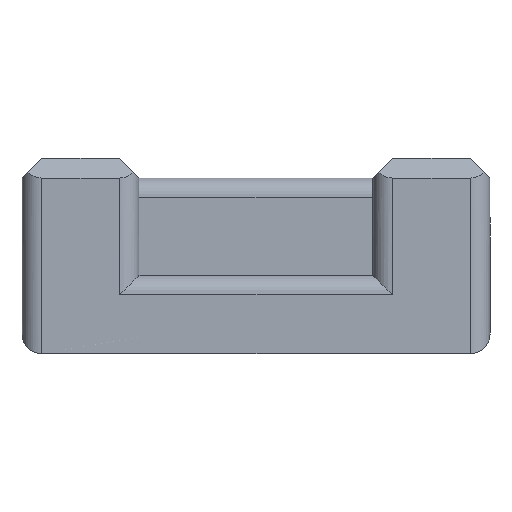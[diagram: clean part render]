
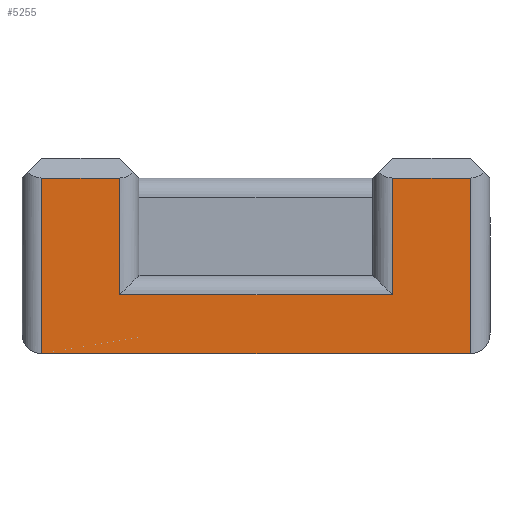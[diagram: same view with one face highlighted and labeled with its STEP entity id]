
A CAD part, left-side view. The second image highlights one B-rep face of the part: STEP entity #5255.
In plain terms, the highlighted planar face has unit normal (-1, 0, 0).
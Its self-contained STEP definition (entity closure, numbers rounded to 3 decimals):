
#1955 = CYLINDRICAL_SURFACE('',#1956,1.);
#1956 = AXIS2_PLACEMENT_3D('',#1957,#1958,#1959);
#1957 = CARTESIAN_POINT('',(-2.1,11.,0.));
#1958 = DIRECTION('',(0.,0.,1.));
#1959 = DIRECTION('',(0.,1.,0.));
#2343 = CYLINDRICAL_SURFACE('',#2344,1.);
#2344 = AXIS2_PLACEMENT_3D('',#2345,#2346,#2347);
#2345 = CARTESIAN_POINT('',(-2.1,-11.,0.));
#2346 = DIRECTION('',(0.,0.,1.));
#2347 = DIRECTION('',(0.,-1.,0.));
#3425 = PLANE('',#3426);
#3426 = AXIS2_PLACEMENT_3D('',#3427,#3428,#3429);
#3427 = CARTESIAN_POINT('',(19.497,0.,0.));
#3428 = DIRECTION('',(0.,0.,1.));
#3429 = DIRECTION('',(1.,0.,0.));
#3481 = PLANE('',#3482);
#3482 = AXIS2_PLACEMENT_3D('',#3483,#3484,#3485);
#3483 = CARTESIAN_POINT('',(-2.6,6.,9.5));
#3484 = DIRECTION('',(-0.707,0.,0.707));
#3485 = DIRECTION('',(0.,-1.,0.));
#3616 = VERTEX_POINT('',#3617);
#3617 = CARTESIAN_POINT('',(-3.1,11.,0.));
#3651 = EDGE_CURVE('',#3616,#3652,#3654,.T.);
#3652 = VERTEX_POINT('',#3653);
#3653 = CARTESIAN_POINT('',(-3.1,11.,9.));
#3654 = SURFACE_CURVE('',#3655,(#3659,#3666),.PCURVE_S1.);
#3655 = LINE('',#3656,#3657);
#3656 = CARTESIAN_POINT('',(-3.1,11.,0.));
#3657 = VECTOR('',#3658,1.);
#3658 = DIRECTION('',(0.,0.,1.));
#3659 = PCURVE('',#1955,#3660);
#3660 = DEFINITIONAL_REPRESENTATION('',(#3661),#3665);
#3661 = LINE('',#3662,#3663);
#3662 = CARTESIAN_POINT('',(1.571,0.));
#3663 = VECTOR('',#3664,1.);
#3664 = DIRECTION('',(0.,1.));
#3665 = ( GEOMETRIC_REPRESENTATION_CONTEXT(2) 
PARAMETRIC_REPRESENTATION_CONTEXT() REPRESENTATION_CONTEXT('2D SPACE',''
  ) );
#3666 = PCURVE('',#3667,#3672);
#3667 = PLANE('',#3668);
#3668 = AXIS2_PLACEMENT_3D('',#3669,#3670,#3671);
#3669 = CARTESIAN_POINT('',(-3.1,-12.,0.));
#3670 = DIRECTION('',(-1.,0.,0.));
#3671 = DIRECTION('',(0.,1.,0.));
#3672 = DEFINITIONAL_REPRESENTATION('',(#3673),#3677);
#3673 = LINE('',#3674,#3675);
#3674 = CARTESIAN_POINT('',(23.,0.));
#3675 = VECTOR('',#3676,1.);
#3676 = DIRECTION('',(0.,-1.));
#3677 = ( GEOMETRIC_REPRESENTATION_CONTEXT(2) 
PARAMETRIC_REPRESENTATION_CONTEXT() REPRESENTATION_CONTEXT('2D SPACE',''
  ) );
#4437 = PLANE('',#4438);
#4438 = AXIS2_PLACEMENT_3D('',#4439,#4440,#4441);
#4439 = CARTESIAN_POINT('',(-2.6,-12.,9.5));
#4440 = DIRECTION('',(-0.707,0.,0.707));
#4441 = DIRECTION('',(0.,-1.,0.));
#4571 = VERTEX_POINT('',#4572);
#4572 = CARTESIAN_POINT('',(-3.1,-11.,-0.));
#4606 = EDGE_CURVE('',#4571,#4607,#4609,.T.);
#4607 = VERTEX_POINT('',#4608);
#4608 = CARTESIAN_POINT('',(-3.1,-11.,9.));
#4609 = SURFACE_CURVE('',#4610,(#4614,#4621),.PCURVE_S1.);
#4610 = LINE('',#4611,#4612);
#4611 = CARTESIAN_POINT('',(-3.1,-11.,0.));
#4612 = VECTOR('',#4613,1.);
#4613 = DIRECTION('',(0.,0.,1.));
#4614 = PCURVE('',#2343,#4615);
#4615 = DEFINITIONAL_REPRESENTATION('',(#4616),#4620);
#4616 = LINE('',#4617,#4618);
#4617 = CARTESIAN_POINT('',(-1.571,0.));
#4618 = VECTOR('',#4619,1.);
#4619 = DIRECTION('',(-0.,1.));
#4620 = ( GEOMETRIC_REPRESENTATION_CONTEXT(2) 
PARAMETRIC_REPRESENTATION_CONTEXT() REPRESENTATION_CONTEXT('2D SPACE',''
  ) );
#4621 = PCURVE('',#3667,#4622);
#4622 = DEFINITIONAL_REPRESENTATION('',(#4623),#4627);
#4623 = LINE('',#4624,#4625);
#4624 = CARTESIAN_POINT('',(1.,0.));
#4625 = VECTOR('',#4626,1.);
#4626 = DIRECTION('',(0.,-1.));
#4627 = ( GEOMETRIC_REPRESENTATION_CONTEXT(2) 
PARAMETRIC_REPRESENTATION_CONTEXT() REPRESENTATION_CONTEXT('2D SPACE',''
  ) );
#4868 = EDGE_CURVE('',#4571,#3616,#4869,.T.);
#4869 = SURFACE_CURVE('',#4870,(#4874,#4881),.PCURVE_S1.);
#4870 = LINE('',#4871,#4872);
#4871 = CARTESIAN_POINT('',(-3.1,-12.,0.));
#4872 = VECTOR('',#4873,1.);
#4873 = DIRECTION('',(0.,1.,0.));
#4874 = PCURVE('',#3425,#4875);
#4875 = DEFINITIONAL_REPRESENTATION('',(#4876),#4880);
#4876 = LINE('',#4877,#4878);
#4877 = CARTESIAN_POINT('',(-22.597,-12.));
#4878 = VECTOR('',#4879,1.);
#4879 = DIRECTION('',(0.,1.));
#4880 = ( GEOMETRIC_REPRESENTATION_CONTEXT(2) 
PARAMETRIC_REPRESENTATION_CONTEXT() REPRESENTATION_CONTEXT('2D SPACE',''
  ) );
#4881 = PCURVE('',#3667,#4882);
#4882 = DEFINITIONAL_REPRESENTATION('',(#4883),#4887);
#4883 = LINE('',#4884,#4885);
#4884 = CARTESIAN_POINT('',(0.,0.));
#4885 = VECTOR('',#4886,1.);
#4886 = DIRECTION('',(1.,0.));
#4887 = ( GEOMETRIC_REPRESENTATION_CONTEXT(2) 
PARAMETRIC_REPRESENTATION_CONTEXT() REPRESENTATION_CONTEXT('2D SPACE',''
  ) );
#5079 = VERTEX_POINT('',#5080);
#5080 = CARTESIAN_POINT('',(-3.1,7.,9.));
#5095 = CYLINDRICAL_SURFACE('',#5096,1.);
#5096 = AXIS2_PLACEMENT_3D('',#5097,#5098,#5099);
#5097 = CARTESIAN_POINT('',(-2.1,7.,4.));
#5098 = DIRECTION('',(0.,0.,1.));
#5099 = DIRECTION('',(-1.,0.,0.));
#5113 = EDGE_CURVE('',#5079,#3652,#5114,.T.);
#5114 = SURFACE_CURVE('',#5115,(#5119,#5126),.PCURVE_S1.);
#5115 = LINE('',#5116,#5117);
#5116 = CARTESIAN_POINT('',(-3.1,6.,9.));
#5117 = VECTOR('',#5118,1.);
#5118 = DIRECTION('',(0.,1.,0.));
#5119 = PCURVE('',#3481,#5120);
#5120 = DEFINITIONAL_REPRESENTATION('',(#5121),#5125);
#5121 = LINE('',#5122,#5123);
#5122 = CARTESIAN_POINT('',(0.,-0.707));
#5123 = VECTOR('',#5124,1.);
#5124 = DIRECTION('',(-1.,0.));
#5125 = ( GEOMETRIC_REPRESENTATION_CONTEXT(2) 
PARAMETRIC_REPRESENTATION_CONTEXT() REPRESENTATION_CONTEXT('2D SPACE',''
  ) );
#5126 = PCURVE('',#3667,#5127);
#5127 = DEFINITIONAL_REPRESENTATION('',(#5128),#5132);
#5128 = LINE('',#5129,#5130);
#5129 = CARTESIAN_POINT('',(18.,-9.));
#5130 = VECTOR('',#5131,1.);
#5131 = DIRECTION('',(1.,0.));
#5132 = ( GEOMETRIC_REPRESENTATION_CONTEXT(2) 
PARAMETRIC_REPRESENTATION_CONTEXT() REPRESENTATION_CONTEXT('2D SPACE',''
  ) );
#5255 = ADVANCED_FACE('',(#5256),#3667,.T.);
#5256 = FACE_BOUND('',#5257,.T.);
#5257 = EDGE_LOOP('',(#5258,#5259,#5260,#5261,#5262,#5285,#5313,#5341));
#5258 = ORIENTED_EDGE('',*,*,#5113,.T.);
#5259 = ORIENTED_EDGE('',*,*,#3651,.F.);
#5260 = ORIENTED_EDGE('',*,*,#4868,.F.);
#5261 = ORIENTED_EDGE('',*,*,#4606,.T.);
#5262 = ORIENTED_EDGE('',*,*,#5263,.T.);
#5263 = EDGE_CURVE('',#4607,#5264,#5266,.T.);
#5264 = VERTEX_POINT('',#5265);
#5265 = CARTESIAN_POINT('',(-3.1,-7.,9.));
#5266 = SURFACE_CURVE('',#5267,(#5271,#5278),.PCURVE_S1.);
#5267 = LINE('',#5268,#5269);
#5268 = CARTESIAN_POINT('',(-3.1,-12.,9.));
#5269 = VECTOR('',#5270,1.);
#5270 = DIRECTION('',(0.,1.,0.));
#5271 = PCURVE('',#3667,#5272);
#5272 = DEFINITIONAL_REPRESENTATION('',(#5273),#5277);
#5273 = LINE('',#5274,#5275);
#5274 = CARTESIAN_POINT('',(0.,-9.));
#5275 = VECTOR('',#5276,1.);
#5276 = DIRECTION('',(1.,0.));
#5277 = ( GEOMETRIC_REPRESENTATION_CONTEXT(2) 
PARAMETRIC_REPRESENTATION_CONTEXT() REPRESENTATION_CONTEXT('2D SPACE',''
  ) );
#5278 = PCURVE('',#4437,#5279);
#5279 = DEFINITIONAL_REPRESENTATION('',(#5280),#5284);
#5280 = LINE('',#5281,#5282);
#5281 = CARTESIAN_POINT('',(0.,-0.707));
#5282 = VECTOR('',#5283,1.);
#5283 = DIRECTION('',(-1.,0.));
#5284 = ( GEOMETRIC_REPRESENTATION_CONTEXT(2) 
PARAMETRIC_REPRESENTATION_CONTEXT() REPRESENTATION_CONTEXT('2D SPACE',''
  ) );
#5285 = ORIENTED_EDGE('',*,*,#5286,.T.);
#5286 = EDGE_CURVE('',#5264,#5287,#5289,.T.);
#5287 = VERTEX_POINT('',#5288);
#5288 = CARTESIAN_POINT('',(-3.1,-7.,3.));
#5289 = SURFACE_CURVE('',#5290,(#5294,#5301),.PCURVE_S1.);
#5290 = LINE('',#5291,#5292);
#5291 = CARTESIAN_POINT('',(-3.1,-7.,9.));
#5292 = VECTOR('',#5293,1.);
#5293 = DIRECTION('',(0.,0.,-1.));
#5294 = PCURVE('',#3667,#5295);
#5295 = DEFINITIONAL_REPRESENTATION('',(#5296),#5300);
#5296 = LINE('',#5297,#5298);
#5297 = CARTESIAN_POINT('',(5.,-9.));
#5298 = VECTOR('',#5299,1.);
#5299 = DIRECTION('',(0.,1.));
#5300 = ( GEOMETRIC_REPRESENTATION_CONTEXT(2) 
PARAMETRIC_REPRESENTATION_CONTEXT() REPRESENTATION_CONTEXT('2D SPACE',''
  ) );
#5301 = PCURVE('',#5302,#5307);
#5302 = CYLINDRICAL_SURFACE('',#5303,1.);
#5303 = AXIS2_PLACEMENT_3D('',#5304,#5305,#5306);
#5304 = CARTESIAN_POINT('',(-2.1,-7.,9.));
#5305 = DIRECTION('',(0.,0.,-1.));
#5306 = DIRECTION('',(-1.,0.,0.));
#5307 = DEFINITIONAL_REPRESENTATION('',(#5308),#5312);
#5308 = LINE('',#5309,#5310);
#5309 = CARTESIAN_POINT('',(0.,0.));
#5310 = VECTOR('',#5311,1.);
#5311 = DIRECTION('',(0.,1.));
#5312 = ( GEOMETRIC_REPRESENTATION_CONTEXT(2) 
PARAMETRIC_REPRESENTATION_CONTEXT() REPRESENTATION_CONTEXT('2D SPACE',''
  ) );
#5313 = ORIENTED_EDGE('',*,*,#5314,.T.);
#5314 = EDGE_CURVE('',#5287,#5315,#5317,.T.);
#5315 = VERTEX_POINT('',#5316);
#5316 = CARTESIAN_POINT('',(-3.1,7.,3.));
#5317 = SURFACE_CURVE('',#5318,(#5322,#5329),.PCURVE_S1.);
#5318 = LINE('',#5319,#5320);
#5319 = CARTESIAN_POINT('',(-3.1,-6.,3.));
#5320 = VECTOR('',#5321,1.);
#5321 = DIRECTION('',(0.,1.,0.));
#5322 = PCURVE('',#3667,#5323);
#5323 = DEFINITIONAL_REPRESENTATION('',(#5324),#5328);
#5324 = LINE('',#5325,#5326);
#5325 = CARTESIAN_POINT('',(6.,-3.));
#5326 = VECTOR('',#5327,1.);
#5327 = DIRECTION('',(1.,0.));
#5328 = ( GEOMETRIC_REPRESENTATION_CONTEXT(2) 
PARAMETRIC_REPRESENTATION_CONTEXT() REPRESENTATION_CONTEXT('2D SPACE',''
  ) );
#5329 = PCURVE('',#5330,#5335);
#5330 = CYLINDRICAL_SURFACE('',#5331,1.);
#5331 = AXIS2_PLACEMENT_3D('',#5332,#5333,#5334);
#5332 = CARTESIAN_POINT('',(-2.1,-6.,3.));
#5333 = DIRECTION('',(0.,1.,0.));
#5334 = DIRECTION('',(-1.,0.,0.));
#5335 = DEFINITIONAL_REPRESENTATION('',(#5336),#5340);
#5336 = LINE('',#5337,#5338);
#5337 = CARTESIAN_POINT('',(0.,0.));
#5338 = VECTOR('',#5339,1.);
#5339 = DIRECTION('',(0.,1.));
#5340 = ( GEOMETRIC_REPRESENTATION_CONTEXT(2) 
PARAMETRIC_REPRESENTATION_CONTEXT() REPRESENTATION_CONTEXT('2D SPACE',''
  ) );
#5341 = ORIENTED_EDGE('',*,*,#5342,.T.);
#5342 = EDGE_CURVE('',#5315,#5079,#5343,.T.);
#5343 = SURFACE_CURVE('',#5344,(#5348,#5355),.PCURVE_S1.);
#5344 = LINE('',#5345,#5346);
#5345 = CARTESIAN_POINT('',(-3.1,7.,4.));
#5346 = VECTOR('',#5347,1.);
#5347 = DIRECTION('',(0.,0.,1.));
#5348 = PCURVE('',#3667,#5349);
#5349 = DEFINITIONAL_REPRESENTATION('',(#5350),#5354);
#5350 = LINE('',#5351,#5352);
#5351 = CARTESIAN_POINT('',(19.,-4.));
#5352 = VECTOR('',#5353,1.);
#5353 = DIRECTION('',(0.,-1.));
#5354 = ( GEOMETRIC_REPRESENTATION_CONTEXT(2) 
PARAMETRIC_REPRESENTATION_CONTEXT() REPRESENTATION_CONTEXT('2D SPACE',''
  ) );
#5355 = PCURVE('',#5095,#5356);
#5356 = DEFINITIONAL_REPRESENTATION('',(#5357),#5361);
#5357 = LINE('',#5358,#5359);
#5358 = CARTESIAN_POINT('',(0.,0.));
#5359 = VECTOR('',#5360,1.);
#5360 = DIRECTION('',(0.,1.));
#5361 = ( GEOMETRIC_REPRESENTATION_CONTEXT(2) 
PARAMETRIC_REPRESENTATION_CONTEXT() REPRESENTATION_CONTEXT('2D SPACE',''
  ) );
